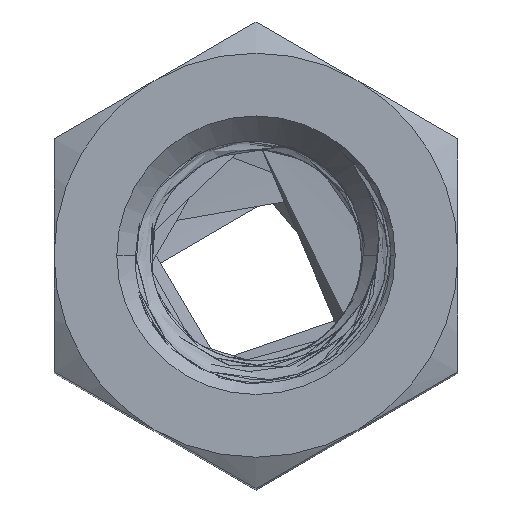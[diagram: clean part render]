
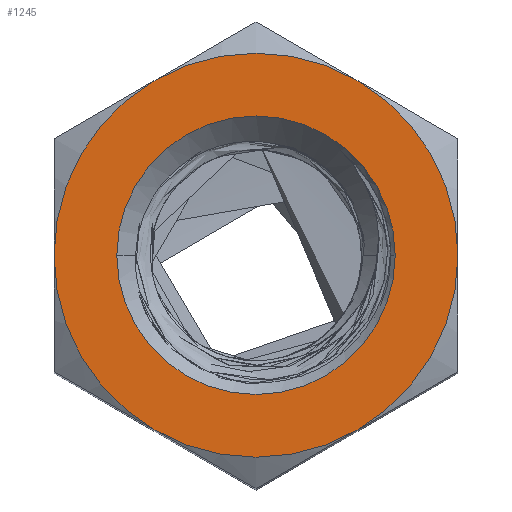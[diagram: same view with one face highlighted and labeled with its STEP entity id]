
A CAD part, top view. The second image highlights one B-rep face of the part: STEP entity #1245.
In plain terms, the highlighted planar face has unit normal (0, 0, 1).
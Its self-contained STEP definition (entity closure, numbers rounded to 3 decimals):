
#93 = ORIENTED_EDGE ( 'NONE', *, *, #4619, .F. ) ;
#94 = ORIENTED_EDGE ( 'NONE', *, *, #4543, .F. ) ;
#95 = ORIENTED_EDGE ( 'NONE', *, *, #4597, .F. ) ;
#96 = ORIENTED_EDGE ( 'NONE', *, *, #4364, .F. ) ;
#97 = ORIENTED_EDGE ( 'NONE', *, *, #4515, .F. ) ;
#98 = ORIENTED_EDGE ( 'NONE', *, *, #4616, .F. ) ;
#99 = ORIENTED_EDGE ( 'NONE', *, *, #4408, .T. ) ;
#100 = ORIENTED_EDGE ( 'NONE', *, *, #4535, .T. ) ;
#231 = EDGE_LOOP ( 'NONE', ( #99, #100 ) ) ;
#236 = EDGE_LOOP ( 'NONE', ( #93, #94, #95, #96, #97, #98 ) ) ;
#382 = FACE_OUTER_BOUND ( 'NONE', #236, .T. ) ;
#393 = FACE_BOUND ( 'NONE', #231, .T. ) ;
#442 = CIRCLE ( 'NONE', #4429, 2.25 ) ;
#476 = CIRCLE ( 'NONE', #4427, 1.551 ) ;
#503 = CIRCLE ( 'NONE', #4424, 2.25 ) ;
#512 = CIRCLE ( 'NONE', #4422, 1.551 ) ;
#515 = CIRCLE ( 'NONE', #4414, 2.25 ) ;
#535 = CIRCLE ( 'NONE', #4568, 2.25 ) ;
#543 = CIRCLE ( 'NONE', #4560, 2.25 ) ;
#547 = CIRCLE ( 'NONE', #4500, 2.25 ) ;
#660 = DIRECTION ( 'NONE',  ( -1., 0., 0. ) ) ;
#671 = DIRECTION ( 'NONE',  ( 0., 0., -1. ) ) ;
#679 = CARTESIAN_POINT ( 'NONE',  ( 0., 0., 5. ) ) ;
#719 = DIRECTION ( 'NONE',  ( -1., 0., 0. ) ) ;
#720 = DIRECTION ( 'NONE',  ( 0., 0., -1. ) ) ;
#727 = DIRECTION ( 'NONE',  ( -1., 0., 0. ) ) ;
#728 = DIRECTION ( 'NONE',  ( 0., 0., -1. ) ) ;
#729 = CARTESIAN_POINT ( 'NONE',  ( 0., 0., 5. ) ) ;
#732 = CARTESIAN_POINT ( 'NONE',  ( 0., 0., 5. ) ) ;
#861 = DIRECTION ( 'NONE',  ( -1., 0., 0. ) ) ;
#862 = DIRECTION ( 'NONE',  ( 0., 0., -1. ) ) ;
#867 = CARTESIAN_POINT ( 'NONE',  ( 0., 0., 5. ) ) ;
#1175 = DIRECTION ( 'NONE',  ( -1., 0., 0. ) ) ;
#1176 = DIRECTION ( 'NONE',  ( 0., 0., -1. ) ) ;
#1178 = CARTESIAN_POINT ( 'NONE',  ( 0., 0., 5. ) ) ;
#1245 = ADVANCED_FACE ( 'NONE', ( #382, #393 ), #1504, .T. ) ;
#1314 = CARTESIAN_POINT ( 'NONE',  ( -2.25, 0., 5. ) ) ;
#1315 = CARTESIAN_POINT ( 'NONE',  ( 1.125, 1.949, 5. ) ) ;
#1345 = CARTESIAN_POINT ( 'NONE',  ( -1.125, -1.949, 5. ) ) ;
#1350 = CARTESIAN_POINT ( 'NONE',  ( 1.125, -1.949, 5. ) ) ;
#1353 = CARTESIAN_POINT ( 'NONE',  ( -1.125, 1.949, 5. ) ) ;
#1498 = DIRECTION ( 'NONE',  ( 1., 0., 0. ) ) ;
#1502 = DIRECTION ( 'NONE',  ( 0., 0., 1. ) ) ;
#1504 = PLANE ( 'NONE',  #4452 ) ;
#1505 = CARTESIAN_POINT ( 'NONE',  ( 0., 2.598, 5. ) ) ;
#2472 = VERTEX_POINT ( 'NONE', #1353 ) ;
#2477 = VERTEX_POINT ( 'NONE', #1350 ) ;
#2486 = VERTEX_POINT ( 'NONE', #1345 ) ;
#2530 = VERTEX_POINT ( 'NONE', #1315 ) ;
#2531 = VERTEX_POINT ( 'NONE', #1314 ) ;
#2567 = VERTEX_POINT ( 'NONE', #3595 ) ;
#2580 = VERTEX_POINT ( 'NONE', #3601 ) ;
#2701 = VERTEX_POINT ( 'NONE', #4052 ) ;
#3593 = DIRECTION ( 'NONE',  ( 0., 0., -1. ) ) ;
#3595 = CARTESIAN_POINT ( 'NONE',  ( 1.551, 0., 5. ) ) ;
#3601 = CARTESIAN_POINT ( 'NONE',  ( -1.551, 0., 5. ) ) ;
#3638 = CARTESIAN_POINT ( 'NONE',  ( 0., 0., 5. ) ) ;
#3640 = DIRECTION ( 'NONE',  ( 0., 0., -1. ) ) ;
#3645 = DIRECTION ( 'NONE',  ( -1., 0., 0. ) ) ;
#3730 = CARTESIAN_POINT ( 'NONE',  ( 0., 0., 5. ) ) ;
#3733 = DIRECTION ( 'NONE',  ( -1., 0., 0. ) ) ;
#4052 = CARTESIAN_POINT ( 'NONE',  ( 2.25, 0., 5. ) ) ;
#4076 = CARTESIAN_POINT ( 'NONE',  ( 0., 0., 5. ) ) ;
#4082 = DIRECTION ( 'NONE',  ( -1., 0., 0. ) ) ;
#4085 = DIRECTION ( 'NONE',  ( 0., 0., -1. ) ) ;
#4364 = EDGE_CURVE ( 'NONE', #2531, #2472, #442, .T. ) ;
#4408 = EDGE_CURVE ( 'NONE', #2580, #2567, #476, .T. ) ;
#4414 = AXIS2_PLACEMENT_3D ( 'NONE', #1178, #1176, #1175 ) ;
#4422 = AXIS2_PLACEMENT_3D ( 'NONE', #679, #671, #660 ) ;
#4424 = AXIS2_PLACEMENT_3D ( 'NONE', #3638, #3640, #3645 ) ;
#4427 = AXIS2_PLACEMENT_3D ( 'NONE', #3730, #3593, #3733 ) ;
#4429 = AXIS2_PLACEMENT_3D ( 'NONE', #4076, #4085, #4082 ) ;
#4452 = AXIS2_PLACEMENT_3D ( 'NONE', #1505, #1502, #1498 ) ;
#4500 = AXIS2_PLACEMENT_3D ( 'NONE', #729, #720, #719 ) ;
#4515 = EDGE_CURVE ( 'NONE', #2486, #2531, #503, .T. ) ;
#4535 = EDGE_CURVE ( 'NONE', #2567, #2580, #512, .T. ) ;
#4543 = EDGE_CURVE ( 'NONE', #2530, #2701, #515, .T. ) ;
#4560 = AXIS2_PLACEMENT_3D ( 'NONE', #732, #728, #727 ) ;
#4568 = AXIS2_PLACEMENT_3D ( 'NONE', #867, #862, #861 ) ;
#4597 = EDGE_CURVE ( 'NONE', #2472, #2530, #535, .T. ) ;
#4616 = EDGE_CURVE ( 'NONE', #2477, #2486, #543, .T. ) ;
#4619 = EDGE_CURVE ( 'NONE', #2701, #2477, #547, .T. ) ;
